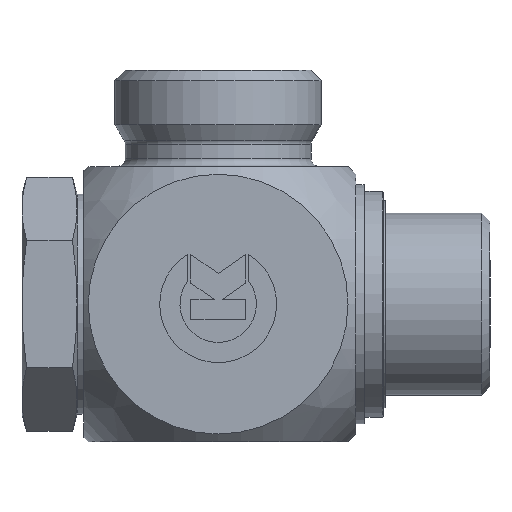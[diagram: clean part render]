
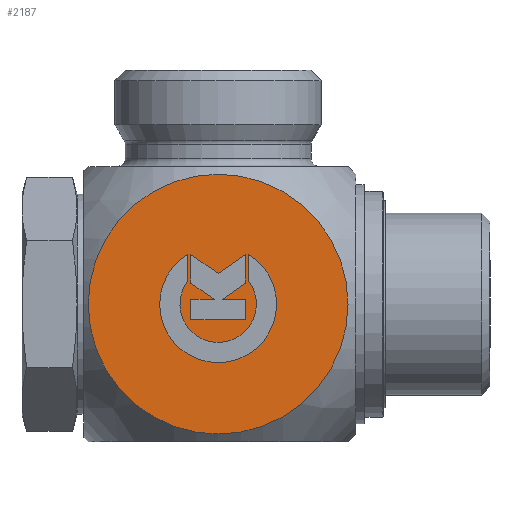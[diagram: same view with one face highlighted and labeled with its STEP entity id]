
A CAD part, left-side view. The second image highlights one B-rep face of the part: STEP entity #2187.
In plain terms, the highlighted planar face has unit normal (-1, 0, 0).
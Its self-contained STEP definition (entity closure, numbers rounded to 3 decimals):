
#1123=CARTESIAN_POINT('',(-20.0,4.46,27.228));
#1124=VERTEX_POINT('',#1123);
#1131=CARTESIAN_POINT('',(-20.0,-4.46,27.228));
#1132=VERTEX_POINT('',#1131);
#1133=CARTESIAN_POINT('',(-20.0,0.,20.0));
#1134=DIRECTION('',(1.0,0.0,0.0));
#1135=DIRECTION('',(0.0,-0.525,-0.851));
#1136=AXIS2_PLACEMENT_3D('',#1133,#1134,#1135);
#1137=CIRCLE('',#1136,8.494);
#1138=EDGE_CURVE('',#1132,#1124,#1137,.T.);
#1163=CARTESIAN_POINT('',(-20.0,-4.46,23.303));
#1164=VERTEX_POINT('',#1163);
#1165=CARTESIAN_POINT('',(-20.0,-4.46,23.303));
#1166=DIRECTION('',(0.0,0.0,1.0));
#1167=VECTOR('',#1166,3.925);
#1168=LINE('',#1165,#1167);
#1169=EDGE_CURVE('',#1164,#1132,#1168,.T.);
#1195=CARTESIAN_POINT('',(-20.0,4.46,23.303));
#1196=VERTEX_POINT('',#1195);
#1197=CARTESIAN_POINT('',(-20.0,0.,20.0));
#1198=DIRECTION('',(-1.0,0.0,0.0));
#1199=DIRECTION('',(0.0,0.804,0.595));
#1200=AXIS2_PLACEMENT_3D('',#1197,#1198,#1199);
#1201=CIRCLE('',#1200,5.55);
#1202=EDGE_CURVE('',#1196,#1164,#1201,.T.);
#1225=CARTESIAN_POINT('',(-20.,4.46,27.228));
#1226=DIRECTION('',(0.0,0.0,-1.0));
#1227=VECTOR('',#1226,3.925);
#1228=LINE('',#1225,#1227);
#1229=EDGE_CURVE('',#1124,#1196,#1228,.T.);
#1262=CARTESIAN_POINT('',(-20.0,-3.964,17.714));
#1263=VERTEX_POINT('',#1262);
#1270=CARTESIAN_POINT('',(-20.0,-3.964,20.687));
#1271=VERTEX_POINT('',#1270);
#1272=CARTESIAN_POINT('',(-20.0,-3.964,20.687));
#1273=DIRECTION('',(0.0,0.0,-1.0));
#1274=VECTOR('',#1273,2.973);
#1275=LINE('',#1272,#1274);
#1276=EDGE_CURVE('',#1271,#1263,#1275,.T.);
#1301=CARTESIAN_POINT('',(-20.0,-0.567,20.687));
#1302=VERTEX_POINT('',#1301);
#1303=CARTESIAN_POINT('',(-20.0,-0.567,20.687));
#1304=DIRECTION('',(0.0,-1.0,0.0));
#1305=VECTOR('',#1304,3.397);
#1306=LINE('',#1303,#1305);
#1307=EDGE_CURVE('',#1302,#1271,#1306,.T.);
#1332=CARTESIAN_POINT('',(-20.0,-3.964,23.066));
#1333=VERTEX_POINT('',#1332);
#1334=CARTESIAN_POINT('',(-20.0,-3.964,23.066));
#1335=DIRECTION('',(0.0,0.819,-0.574));
#1336=VECTOR('',#1335,4.147);
#1337=LINE('',#1334,#1336);
#1338=EDGE_CURVE('',#1333,#1302,#1337,.T.);
#1363=CARTESIAN_POINT('',(-20.0,-3.964,27.228));
#1364=VERTEX_POINT('',#1363);
#1365=CARTESIAN_POINT('',(-20.0,-3.964,27.228));
#1366=DIRECTION('',(0.0,0.0,-1.0));
#1367=VECTOR('',#1366,4.163);
#1368=LINE('',#1365,#1367);
#1369=EDGE_CURVE('',#1364,#1333,#1368,.T.);
#1394=CARTESIAN_POINT('',(-20.0,0.,24.453));
#1395=VERTEX_POINT('',#1394);
#1396=CARTESIAN_POINT('',(-20.0,0.,24.453));
#1397=DIRECTION('',(0.0,-0.819,0.574));
#1398=VECTOR('',#1397,4.84);
#1399=LINE('',#1396,#1398);
#1400=EDGE_CURVE('',#1395,#1364,#1399,.T.);
#1425=CARTESIAN_POINT('',(-20.0,3.964,27.228));
#1426=VERTEX_POINT('',#1425);
#1427=CARTESIAN_POINT('',(-20.0,3.964,27.228));
#1428=DIRECTION('',(0.0,-0.819,-0.574));
#1429=VECTOR('',#1428,4.84);
#1430=LINE('',#1427,#1429);
#1431=EDGE_CURVE('',#1426,#1395,#1430,.T.);
#1456=CARTESIAN_POINT('',(-20.0,3.964,23.066));
#1457=VERTEX_POINT('',#1456);
#1458=CARTESIAN_POINT('',(-20.,3.964,23.066));
#1459=DIRECTION('',(0.0,0.0,1.0));
#1460=VECTOR('',#1459,4.163);
#1461=LINE('',#1458,#1460);
#1462=EDGE_CURVE('',#1457,#1426,#1461,.T.);
#1487=CARTESIAN_POINT('',(-20.0,0.567,20.687));
#1488=VERTEX_POINT('',#1487);
#1489=CARTESIAN_POINT('',(-20.0,0.567,20.687));
#1490=DIRECTION('',(0.0,0.819,0.574));
#1491=VECTOR('',#1490,4.147);
#1492=LINE('',#1489,#1491);
#1493=EDGE_CURVE('',#1488,#1457,#1492,.T.);
#1518=CARTESIAN_POINT('',(-20.0,3.964,20.687));
#1519=VERTEX_POINT('',#1518);
#1520=CARTESIAN_POINT('',(-20.0,3.964,20.687));
#1521=DIRECTION('',(0.0,-1.0,0.0));
#1522=VECTOR('',#1521,3.397);
#1523=LINE('',#1520,#1522);
#1524=EDGE_CURVE('',#1519,#1488,#1523,.T.);
#1549=CARTESIAN_POINT('',(-20.0,3.964,17.714));
#1550=VERTEX_POINT('',#1549);
#1551=CARTESIAN_POINT('',(-20.,3.964,17.714));
#1552=DIRECTION('',(0.0,0.0,1.0));
#1553=VECTOR('',#1552,2.973);
#1554=LINE('',#1551,#1553);
#1555=EDGE_CURVE('',#1550,#1519,#1554,.T.);
#1578=CARTESIAN_POINT('',(-20.0,-3.964,17.714));
#1579=DIRECTION('',(0.0,1.0,0.0));
#1580=VECTOR('',#1579,7.929);
#1581=LINE('',#1578,#1580);
#1582=EDGE_CURVE('',#1263,#1550,#1581,.T.);
#2106=CARTESIAN_POINT('',(-20.0,0.,38.875));
#2107=VERTEX_POINT('',#2106);
#2108=CARTESIAN_POINT('',(-20.0,0.,20.0));
#2109=DIRECTION('',(-1.0,0.0,0.0));
#2110=DIRECTION('',(0.0,0.0,-1.0));
#2111=AXIS2_PLACEMENT_3D('',#2108,#2109,#2110);
#2112=CIRCLE('',#2111,18.875);
#2113=EDGE_CURVE('',#2107,#2107,#2112,.T.);
#2160=CARTESIAN_POINT('',(-20.0,-20.,0.0));
#2161=DIRECTION('',(-1.0,0.0,0.0));
#2162=DIRECTION('',(0.0,0.0,1.0));
#2163=AXIS2_PLACEMENT_3D('',#2160,#2161,#2162);
#2164=PLANE('',#2163);
#2165=ORIENTED_EDGE('',*,*,#2113,.T.);
#2166=EDGE_LOOP('',(#2165));
#2167=FACE_OUTER_BOUND('',#2166,.T.);
#2168=ORIENTED_EDGE('',*,*,#1138,.T.);
#2169=ORIENTED_EDGE('',*,*,#1229,.T.);
#2170=ORIENTED_EDGE('',*,*,#1202,.T.);
#2171=ORIENTED_EDGE('',*,*,#1169,.T.);
#2172=EDGE_LOOP('',(#2168,#2169,#2170,#2171));
#2173=FACE_BOUND('',#2172,.T.);
#2174=ORIENTED_EDGE('',*,*,#1276,.T.);
#2175=ORIENTED_EDGE('',*,*,#1582,.T.);
#2176=ORIENTED_EDGE('',*,*,#1555,.T.);
#2177=ORIENTED_EDGE('',*,*,#1524,.T.);
#2178=ORIENTED_EDGE('',*,*,#1493,.T.);
#2179=ORIENTED_EDGE('',*,*,#1462,.T.);
#2180=ORIENTED_EDGE('',*,*,#1431,.T.);
#2181=ORIENTED_EDGE('',*,*,#1400,.T.);
#2182=ORIENTED_EDGE('',*,*,#1369,.T.);
#2183=ORIENTED_EDGE('',*,*,#1338,.T.);
#2184=ORIENTED_EDGE('',*,*,#1307,.T.);
#2185=EDGE_LOOP('',(#2174,#2175,#2176,#2177,#2178,#2179,#2180,#2181,#2182,#2183,#2184));
#2186=FACE_BOUND('',#2185,.T.);
#2187=ADVANCED_FACE('',(#2167,#2173,#2186),#2164,.T.);
